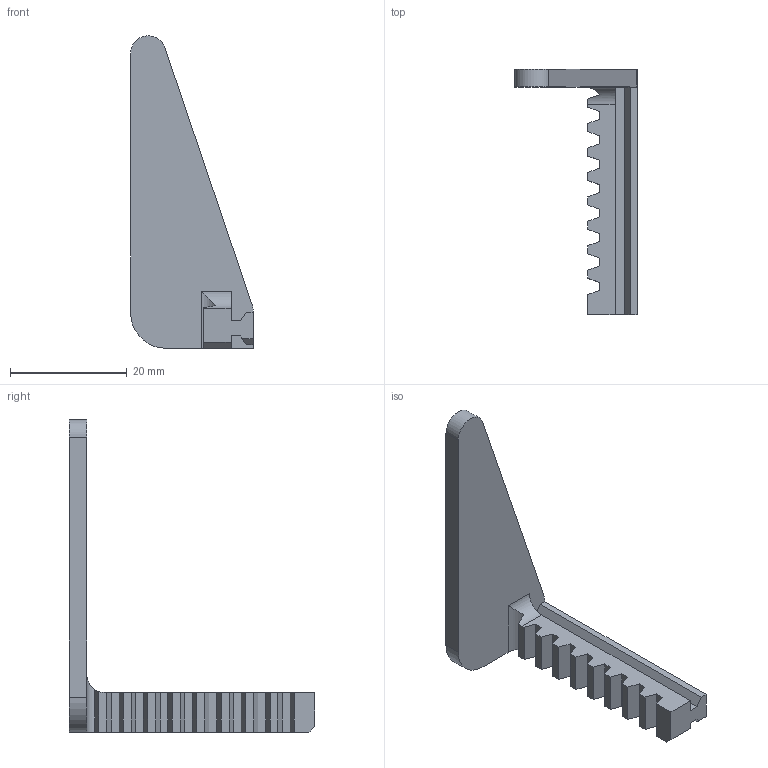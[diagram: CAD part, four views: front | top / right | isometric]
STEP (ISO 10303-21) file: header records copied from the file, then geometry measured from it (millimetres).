
FILE_DESCRIPTION(/* description */ (''),/* implementation_level */ '2;1');
FILE_NAME(/* name */ 'Рейка_Захват.stp',/* time_stamp */ '2024-01-27T13:45:55+03:00',/* author */ ('79651'),/* organization */ (''),/* preprocessor_version */ 'ST-DEVELOPER v18.1',/* originating_system */ 'Autodesk Inventor 2022',/* authorisation */ '');
FILE_SCHEMA (('AUTOMOTIVE_DESIGN { 1 0 10303 214 3 1 1 }'));
Length unit declared in the file: millimetre
Products named in the file (1): Захват_рейка_
2
Bounding box: 21 x 42.05 x 53.55 mm (x, y, z)
Volume: 3819.7 mm3; surface area: 3351.2 mm2
Topology: 1 solids, 1 shells, 58 faces, 168 edges, 112 vertices
Faces by surface type: plane 53, cylinder 5
Entity records: 1990 total; most frequent: CARTESIAN_POINT 339, ORIENTED_EDGE 336, DIRECTION 297, EDGE_CURVE 168, LINE 157, VECTOR 157, VERTEX_POINT 112, AXIS2_PLACEMENT_3D 70
